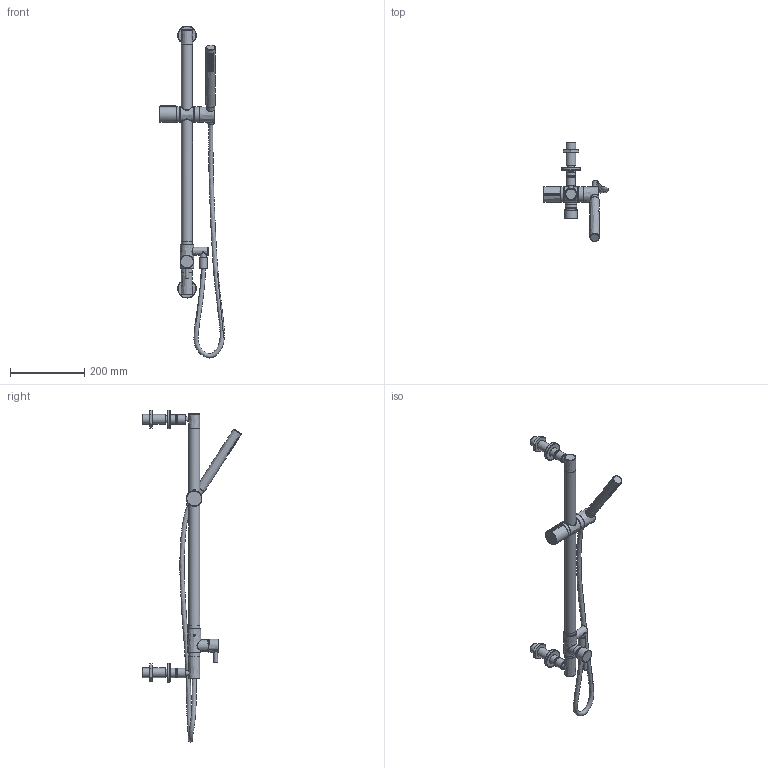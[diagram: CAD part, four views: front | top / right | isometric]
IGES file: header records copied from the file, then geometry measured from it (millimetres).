
Global section: file name: 33H7090Q.igs; native system: Rhinoceros ( Feb 22 2008 ); preprocessor: Trout Lake IGES 012 Feb 22 2008; date: 190903.154602; units: millimetre
Bounding box: 175.01 x 266.64 x 895.77 mm (x, y, z)
Surface area: 248767.7 mm2 (no closed solid volume)
Topology: 0 solids, 0 shells, 341 faces, 9850 edges, 9641 vertices
Faces by surface type: bspline 341
